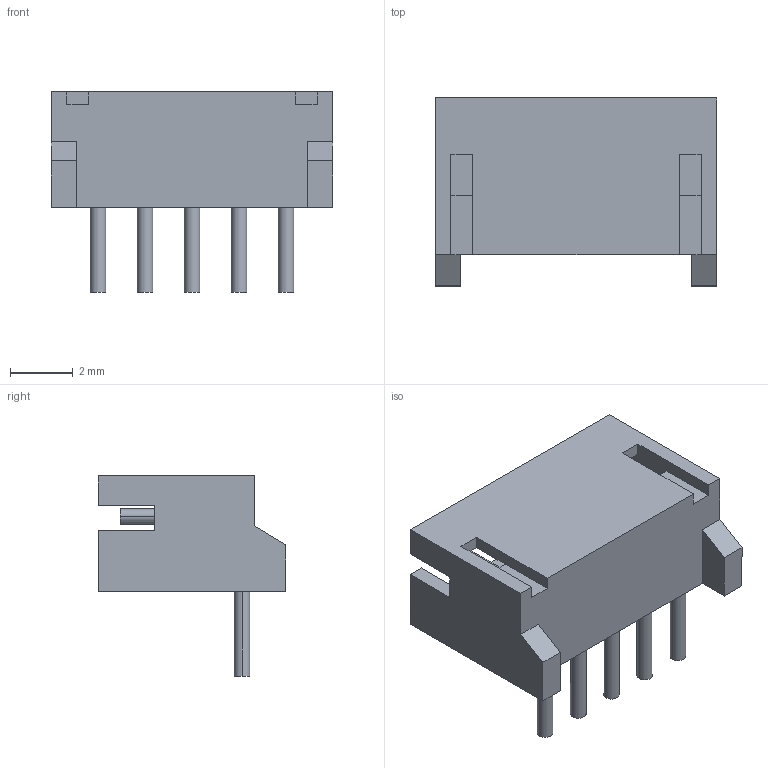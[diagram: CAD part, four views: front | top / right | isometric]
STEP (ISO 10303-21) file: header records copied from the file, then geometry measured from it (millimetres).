
FILE_DESCRIPTION((''),'2;1');
FILE_NAME('JST_S5B-ZR(LF)(SN).stp','2014-06-02T16:08:37',(''),(''),'Mechanical Desktop 2011','Mechanical Desktop 2011',', , ');
FILE_SCHEMA(('AUTOMOTIVE_DESIGN { 1 2 10303 214 1 1 1 1 }'));
Length unit declared in the file: millimetre
Products named in the file (1): Product
Bounding box: 9 x 6 x 6.4 mm (x, y, z)
Volume: 101.3 mm3; surface area: 317.1 mm2
Topology: 11 solids, 11 shells, 72 faces, 160 edges, 106 vertices
Faces by surface type: plane 52, cylinder 20
Entity records: 2038 total; most frequent: DIRECTION 346, CARTESIAN_POINT 339, ORIENTED_EDGE 320, EDGE_CURVE 160, VECTOR 120, LINE 120, AXIS2_PLACEMENT_3D 113, VERTEX_POINT 106
